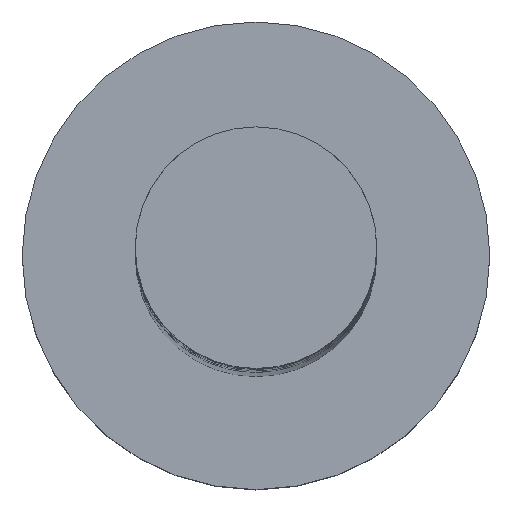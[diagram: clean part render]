
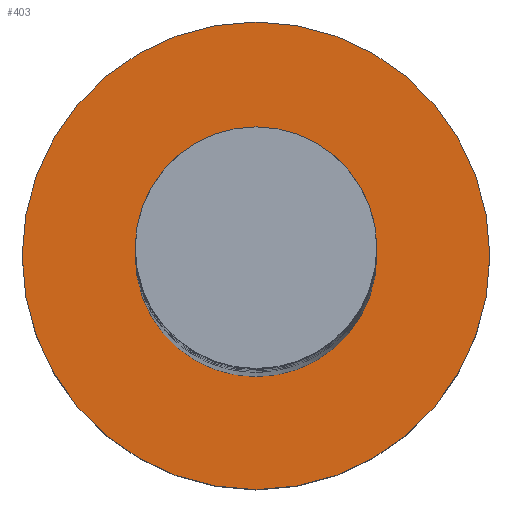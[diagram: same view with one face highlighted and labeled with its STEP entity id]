
A CAD part, top view. The second image highlights one B-rep face of the part: STEP entity #403.
In plain terms, the highlighted planar face has unit normal (0, 0, 1).
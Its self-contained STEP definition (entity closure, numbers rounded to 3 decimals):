
#103 = DIRECTION ( 'NONE',  ( 0., 0., 1. ) ) ;
#150 = DIRECTION ( 'NONE',  ( 1., 0., 0. ) ) ;
#193 = FACE_BOUND ( 'NONE', #1514, .T. ) ;
#228 = CIRCLE ( 'NONE', #707, 6. ) ;
#259 = ORIENTED_EDGE ( 'NONE', *, *, #1518, .T. ) ;
#283 = DIRECTION ( 'NONE',  ( 0., 0., 1. ) ) ;
#312 = CARTESIAN_POINT ( 'NONE',  ( 0., 0., 5. ) ) ;
#366 = CARTESIAN_POINT ( 'NONE',  ( 0., 0., 5. ) ) ;
#403 = ADVANCED_FACE ( 'NONE', ( #193, #1155 ), #562, .T. ) ;
#404 = AXIS2_PLACEMENT_3D ( 'NONE', #1191, #103, #921 ) ;
#413 = DIRECTION ( 'NONE',  ( 0., 0., 1. ) ) ;
#424 = AXIS2_PLACEMENT_3D ( 'NONE', #616, #848, #834 ) ;
#425 = ORIENTED_EDGE ( 'NONE', *, *, #1277, .F. ) ;
#520 = VERTEX_POINT ( 'NONE', #574 ) ;
#562 = PLANE ( 'NONE',  #404 ) ;
#574 = CARTESIAN_POINT ( 'NONE',  ( 6., 0., 5. ) ) ;
#616 = CARTESIAN_POINT ( 'NONE',  ( 0., 0., 5. ) ) ;
#631 = ORIENTED_EDGE ( 'NONE', *, *, #1242, .F. ) ;
#660 = AXIS2_PLACEMENT_3D ( 'NONE', #312, #413, #1004 ) ;
#682 = AXIS2_PLACEMENT_3D ( 'NONE', #366, #1339, #978 ) ;
#707 = AXIS2_PLACEMENT_3D ( 'NONE', #850, #283, #150 ) ;
#815 = EDGE_CURVE ( 'NONE', #520, #1149, #228, .T. ) ;
#834 = DIRECTION ( 'NONE',  ( 1., 0., 0. ) ) ;
#840 = EDGE_LOOP ( 'NONE', ( #259, #1243 ) ) ;
#848 = DIRECTION ( 'NONE',  ( 0., 0., 1. ) ) ;
#850 = CARTESIAN_POINT ( 'NONE',  ( 0., 0., 5. ) ) ;
#893 = CARTESIAN_POINT ( 'NONE',  ( -3.1, 0., 5. ) ) ;
#921 = DIRECTION ( 'NONE',  ( 1., 0., 0. ) ) ;
#966 = VERTEX_POINT ( 'NONE', #1141 ) ;
#978 = DIRECTION ( 'NONE',  ( 1., 0., 0. ) ) ;
#1004 = DIRECTION ( 'NONE',  ( 1., 0., 0. ) ) ;
#1141 = CARTESIAN_POINT ( 'NONE',  ( 3.1, 0., 5. ) ) ;
#1149 = VERTEX_POINT ( 'NONE', #1420 ) ;
#1153 = CIRCLE ( 'NONE', #424, 3.1 ) ;
#1155 = FACE_OUTER_BOUND ( 'NONE', #840, .T. ) ;
#1191 = CARTESIAN_POINT ( 'NONE',  ( 0., 0., 5. ) ) ;
#1242 = EDGE_CURVE ( 'NONE', #1483, #966, #1457, .T. ) ;
#1243 = ORIENTED_EDGE ( 'NONE', *, *, #815, .T. ) ;
#1277 = EDGE_CURVE ( 'NONE', #966, #1483, #1153, .T. ) ;
#1339 = DIRECTION ( 'NONE',  ( 0., 0., 1. ) ) ;
#1420 = CARTESIAN_POINT ( 'NONE',  ( -6., 0., 5. ) ) ;
#1457 = CIRCLE ( 'NONE', #682, 3.1 ) ;
#1459 = CIRCLE ( 'NONE', #660, 6. ) ;
#1483 = VERTEX_POINT ( 'NONE', #893 ) ;
#1514 = EDGE_LOOP ( 'NONE', ( #631, #425 ) ) ;
#1518 = EDGE_CURVE ( 'NONE', #1149, #520, #1459, .T. ) ;
